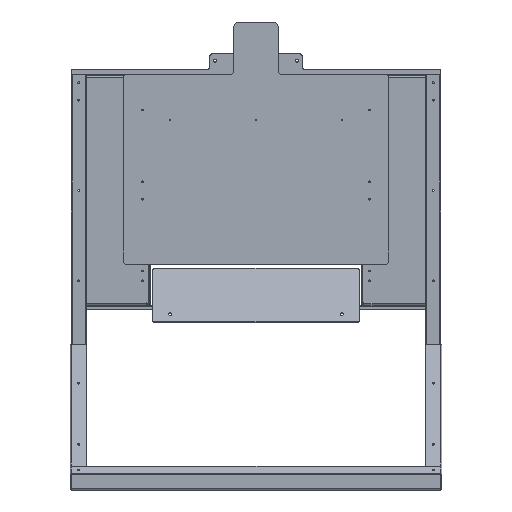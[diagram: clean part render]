
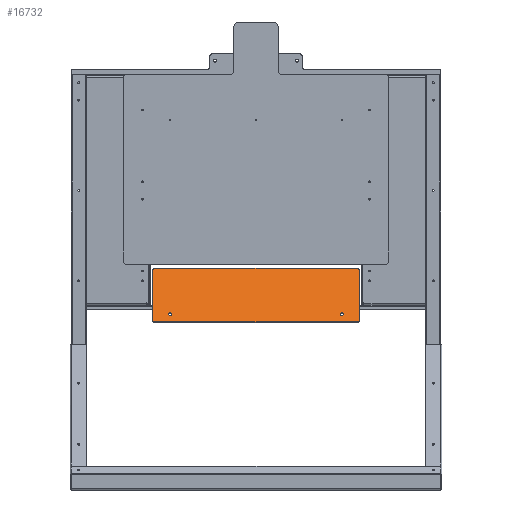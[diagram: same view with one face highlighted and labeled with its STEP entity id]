
A CAD part, left-side view. The second image highlights one B-rep face of the part: STEP entity #16732.
In plain terms, the highlighted planar face has unit normal (-0.866, 0, 0.5).
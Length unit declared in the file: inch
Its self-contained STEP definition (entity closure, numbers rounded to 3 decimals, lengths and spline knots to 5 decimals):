
#560 = EDGE_CURVE ( 'NONE', #13745, #2887, #11657, .T. ) ;
#677 = ORIENTED_EDGE ( 'NONE', *, *, #16575, .T. ) ;
#733 = DIRECTION ( 'NONE',  ( 0.5, 0., 0.866 ) ) ;
#775 = CARTESIAN_POINT ( 'NONE',  ( -3.71472, 11.75, 20.12017 ) ) ;
#883 = CARTESIAN_POINT ( 'NONE',  ( -4.30577, -19., 19.09644 ) ) ;
#1493 = CARTESIAN_POINT ( 'NONE',  ( -0.92806, -9.5, 24.94681 ) ) ;
#1822 = AXIS2_PLACEMENT_3D ( 'NONE', #16845, #23778, #24245 ) ;
#2241 = CARTESIAN_POINT ( 'NONE',  ( -3.71472, -7.75, 20.12017 ) ) ;
#2699 = ORIENTED_EDGE ( 'NONE', *, *, #26979, .T. ) ;
#2887 = VERTEX_POINT ( 'NONE', #2241 ) ;
#3060 = CARTESIAN_POINT ( 'NONE',  ( -4.18077, -9.75, 19.31295 ) ) ;
#3095 = EDGE_CURVE ( 'NONE', #10149, #16448, #7126, .T. ) ;
#3198 = FACE_BOUND ( 'NONE', #8301, .T. ) ;
#3791 = CARTESIAN_POINT ( 'NONE',  ( -0.92806, -9.75, 24.94681 ) ) ;
#4332 = CARTESIAN_POINT ( 'NONE',  ( -3.80072, -7.75, 19.97122 ) ) ;
#4536 = CARTESIAN_POINT ( 'NONE',  ( -3.80072, 11.75, 19.97122 ) ) ;
#4567 = EDGE_CURVE ( 'NONE', #8623, #8008, #17934, .T. ) ;
#4903 = VECTOR ( 'NONE', #26910, 39.37008 ) ;
#5163 = EDGE_LOOP ( 'NONE', ( #25768, #19182, #20718, #27283, #24191, #5624, #677, #21711 ) ) ;
#5325 = VERTEX_POINT ( 'NONE', #28966 ) ;
#5400 = CARTESIAN_POINT ( 'NONE',  ( -4.18077, 13.5, 19.31295 ) ) ;
#5427 = DIRECTION ( 'NONE',  ( 0.866, 0., -0.5 ) ) ;
#5575 = LINE ( 'NONE', #883, #12834 ) ;
#5624 = ORIENTED_EDGE ( 'NONE', *, *, #11785, .F. ) ;
#5669 = DIRECTION ( 'NONE',  ( 0.866, 0., -0.5 ) ) ;
#5752 = EDGE_LOOP ( 'NONE', ( #15234, #20043 ) ) ;
#6251 = DIRECTION ( 'NONE',  ( 0.866, 0., -0.5 ) ) ;
#6620 = VERTEX_POINT ( 'NONE', #18747 ) ;
#7126 = CIRCLE ( 'NONE', #30670, 0.172 ) ;
#7928 = PLANE ( 'NONE',  #19336 ) ;
#8008 = VERTEX_POINT ( 'NONE', #17580 ) ;
#8281 = AXIS2_PLACEMENT_3D ( 'NONE', #4332, #28367, #11593 ) ;
#8301 = EDGE_LOOP ( 'NONE', ( #2699, #21212 ) ) ;
#8500 = CARTESIAN_POINT ( 'NONE',  ( -4.30577, 13.5, 19.09644 ) ) ;
#8564 = CARTESIAN_POINT ( 'NONE',  ( -4.18077, -9.5, 19.31295 ) ) ;
#8623 = VERTEX_POINT ( 'NONE', #15656 ) ;
#9711 = CIRCLE ( 'NONE', #21269, 0.25 ) ;
#10149 = VERTEX_POINT ( 'NONE', #775 ) ;
#10459 = DIRECTION ( 'NONE',  ( -0.5, 0., -0.866 ) ) ;
#10904 = AXIS2_PLACEMENT_3D ( 'NONE', #27190, #5669, #15223 ) ;
#11212 = DIRECTION ( 'NONE',  ( 0.866, 0., -0.5 ) ) ;
#11371 = DIRECTION ( 'NONE',  ( -0.5, 0., -0.866 ) ) ;
#11593 = DIRECTION ( 'NONE',  ( -0.5, 0., -0.866 ) ) ;
#11657 = CIRCLE ( 'NONE', #21172, 0.172 ) ;
#11785 = EDGE_CURVE ( 'NONE', #5325, #23081, #9711, .T. ) ;
#11849 = VECTOR ( 'NONE', #733, 39.37008 ) ;
#12834 = VECTOR ( 'NONE', #19996, 39.37008 ) ;
#12909 = CIRCLE ( 'NONE', #28464, 0.25 ) ;
#13249 = CIRCLE ( 'NONE', #20267, 0.25 ) ;
#13745 = VERTEX_POINT ( 'NONE', #25271 ) ;
#15223 = DIRECTION ( 'NONE',  ( -0.5, 0., -0.866 ) ) ;
#15234 = ORIENTED_EDGE ( 'NONE', *, *, #560, .T. ) ;
#15327 = CIRCLE ( 'NONE', #1822, 0.25 ) ;
#15656 = CARTESIAN_POINT ( 'NONE',  ( -0.80306, -9.5, 25.16332 ) ) ;
#15716 = EDGE_CURVE ( 'NONE', #22634, #8008, #15327, .T. ) ;
#15817 = CIRCLE ( 'NONE', #8281, 0.172 ) ;
#16448 = VERTEX_POINT ( 'NONE', #17348 ) ;
#16575 = EDGE_CURVE ( 'NONE', #5325, #29424, #21760, .T. ) ;
#16732 = ADVANCED_FACE ( 'NONE', ( #3198, #22534, #20155 ), #7928, .T. ) ;
#16845 = CARTESIAN_POINT ( 'NONE',  ( -0.92806, 13.5, 24.94681 ) ) ;
#17189 = DIRECTION ( 'NONE',  ( -0.5, 0., -0.866 ) ) ;
#17348 = CARTESIAN_POINT ( 'NONE',  ( -3.88672, 11.75, 19.82226 ) ) ;
#17580 = CARTESIAN_POINT ( 'NONE',  ( -0.80306, 13.5, 25.16332 ) ) ;
#17775 = VECTOR ( 'NONE', #17189, 39.37008 ) ;
#17934 = LINE ( 'NONE', #27226, #4903 ) ;
#18106 = DIRECTION ( 'NONE',  ( 0.866, 0., -0.5 ) ) ;
#18747 = CARTESIAN_POINT ( 'NONE',  ( -4.18077, 13.75, 19.31295 ) ) ;
#19108 = CARTESIAN_POINT ( 'NONE',  ( -4.30577, -9.5, 19.09644 ) ) ;
#19182 = ORIENTED_EDGE ( 'NONE', *, *, #15716, .F. ) ;
#19336 = AXIS2_PLACEMENT_3D ( 'NONE', #20790, #28194, #28328 ) ;
#19587 = EDGE_CURVE ( 'NONE', #2887, #13745, #15817, .T. ) ;
#19990 = LINE ( 'NONE', #30346, #17775 ) ;
#19996 = DIRECTION ( 'NONE',  ( 0., -1., 0. ) ) ;
#20043 = ORIENTED_EDGE ( 'NONE', *, *, #19587, .T. ) ;
#20155 = FACE_OUTER_BOUND ( 'NONE', #5163, .T. ) ;
#20267 = AXIS2_PLACEMENT_3D ( 'NONE', #5400, #11212, #10459 ) ;
#20462 = DIRECTION ( 'NONE',  ( 0.866, 0., -0.5 ) ) ;
#20718 = ORIENTED_EDGE ( 'NONE', *, *, #22730, .T. ) ;
#20790 = CARTESIAN_POINT ( 'NONE',  ( -2.55445, 2., 22.12982 ) ) ;
#20853 = EDGE_CURVE ( 'NONE', #8623, #29424, #12909, .T. ) ;
#21172 = AXIS2_PLACEMENT_3D ( 'NONE', #23047, #6251, #25566 ) ;
#21212 = ORIENTED_EDGE ( 'NONE', *, *, #3095, .T. ) ;
#21269 = AXIS2_PLACEMENT_3D ( 'NONE', #8564, #18106, #26676 ) ;
#21711 = ORIENTED_EDGE ( 'NONE', *, *, #20853, .F. ) ;
#21760 = LINE ( 'NONE', #3060, #11849 ) ;
#22534 = FACE_BOUND ( 'NONE', #5752, .T. ) ;
#22634 = VERTEX_POINT ( 'NONE', #27847 ) ;
#22663 = EDGE_CURVE ( 'NONE', #27084, #6620, #13249, .T. ) ;
#22730 = EDGE_CURVE ( 'NONE', #22634, #6620, #19990, .T. ) ;
#23047 = CARTESIAN_POINT ( 'NONE',  ( -3.80072, -7.75, 19.97122 ) ) ;
#23081 = VERTEX_POINT ( 'NONE', #19108 ) ;
#23396 = EDGE_CURVE ( 'NONE', #27084, #23081, #5575, .T. ) ;
#23778 = DIRECTION ( 'NONE',  ( 0.866, 0., -0.5 ) ) ;
#24191 = ORIENTED_EDGE ( 'NONE', *, *, #23396, .T. ) ;
#24245 = DIRECTION ( 'NONE',  ( -0.5, 0., -0.866 ) ) ;
#24303 = DIRECTION ( 'NONE',  ( -0.5, 0., -0.866 ) ) ;
#25271 = CARTESIAN_POINT ( 'NONE',  ( -3.88672, -7.75, 19.82226 ) ) ;
#25566 = DIRECTION ( 'NONE',  ( -0.5, 0., -0.866 ) ) ;
#25768 = ORIENTED_EDGE ( 'NONE', *, *, #4567, .T. ) ;
#26676 = DIRECTION ( 'NONE',  ( -0.5, 0., -0.866 ) ) ;
#26910 = DIRECTION ( 'NONE',  ( 0., 1., 0. ) ) ;
#26979 = EDGE_CURVE ( 'NONE', #16448, #10149, #30953, .T. ) ;
#27084 = VERTEX_POINT ( 'NONE', #8500 ) ;
#27190 = CARTESIAN_POINT ( 'NONE',  ( -3.80072, 11.75, 19.97122 ) ) ;
#27226 = CARTESIAN_POINT ( 'NONE',  ( -0.80306, 2., 25.16332 ) ) ;
#27283 = ORIENTED_EDGE ( 'NONE', *, *, #22663, .F. ) ;
#27847 = CARTESIAN_POINT ( 'NONE',  ( -0.92806, 13.75, 24.94681 ) ) ;
#28194 = DIRECTION ( 'NONE',  ( -0.866, 0., 0.5 ) ) ;
#28328 = DIRECTION ( 'NONE',  ( 0.5, 0., 0.866 ) ) ;
#28367 = DIRECTION ( 'NONE',  ( 0.866, 0., -0.5 ) ) ;
#28464 = AXIS2_PLACEMENT_3D ( 'NONE', #1493, #20462, #11371 ) ;
#28966 = CARTESIAN_POINT ( 'NONE',  ( -4.18077, -9.75, 19.31295 ) ) ;
#29424 = VERTEX_POINT ( 'NONE', #3791 ) ;
#30346 = CARTESIAN_POINT ( 'NONE',  ( -0.92806, 13.75, 24.94681 ) ) ;
#30670 = AXIS2_PLACEMENT_3D ( 'NONE', #4536, #5427, #24303 ) ;
#30953 = CIRCLE ( 'NONE', #10904, 0.172 ) ;
